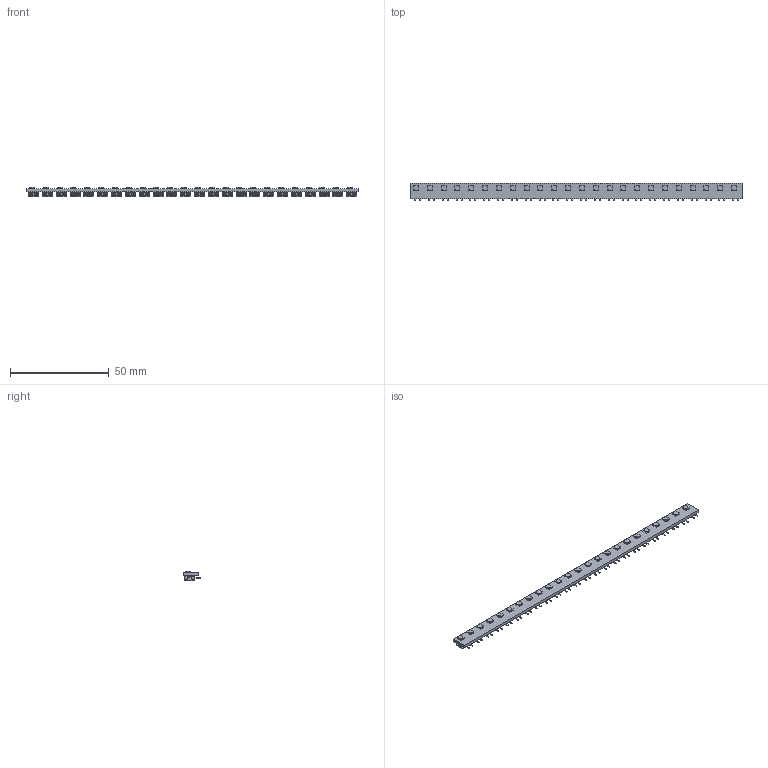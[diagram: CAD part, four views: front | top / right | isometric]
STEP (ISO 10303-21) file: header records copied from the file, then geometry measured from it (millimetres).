
FILE_DESCRIPTION(('KiCad electronic assembly'),'2;1');
FILE_NAME('magnetometer_array_3.step','2023-11-15T12:58:58',('Pcbnew'),( 'Kicad'),'Open CASCADE STEP processor 7.7','KiCad to STEP converter' ,'Unknown');
FILE_SCHEMA(('AUTOMOTIVE_DESIGN { 1 0 10303 214 1 1 1 1 }'));
Length unit declared in the file: millimetre
Products named in the file (6): magnetometer_array_3 1; SM225-10E; COMPOUND; mill-max-328-10-102-40-020001; _autosave-magnetometer_array_3 PCB
Assembly tree (51 placements, depth 3):
  magnetometer_array_3 1
    SM225-10E  x24
      COMPOUND
    mill-max-328-10-102-40-020001  x24
      COMPOUND
    _autosave-magnetometer_array_3 PCB
Bounding box: 168 x 9.04 x 4.85 mm (x, y, z)
Volume: 3260.4 mm3; surface area: 7666.7 mm2
Topology: 289 solids, 289 shells, 3558 faces, 8316 edges, 5432 vertices
Faces by surface type: plane 2550, cylinder 720, sphere 96, torus 96, cone 96
Entity records: 9645 total; most frequent: CARTESIAN_POINT 1724, DIRECTION 1529, LINE 922, VECTOR 922, ORIENTED_EDGE 708, PCURVE 708, DEFINITIONAL_REPRESENTATION 708, EDGE_CURVE 354
